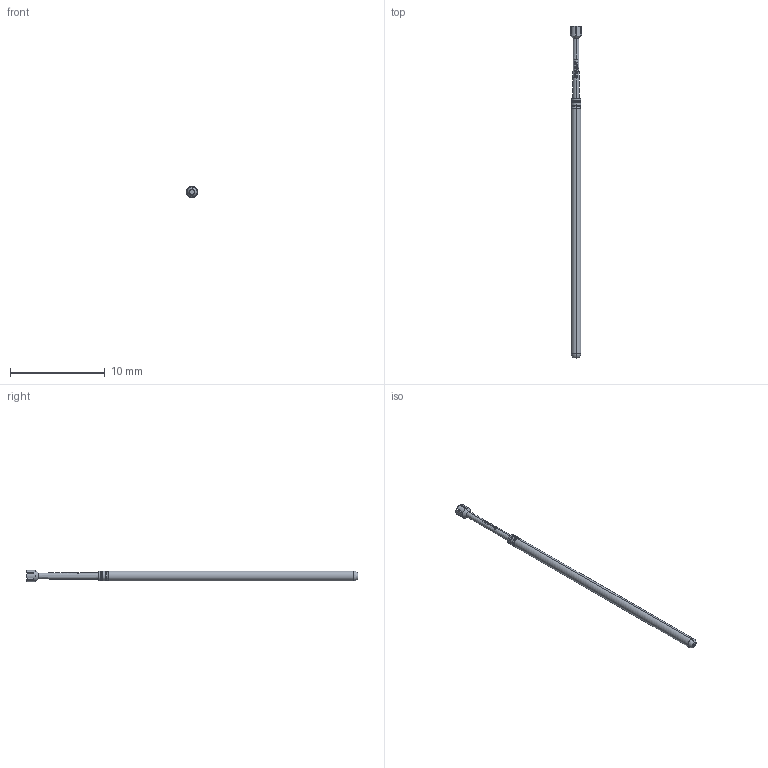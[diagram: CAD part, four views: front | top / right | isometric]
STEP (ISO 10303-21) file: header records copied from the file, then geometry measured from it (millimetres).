
FILE_DESCRIPTION (( 'STEP AP203' ), '1' );
FILE_NAME ('INGUN_GKS-075_319_120_A_xx00_LH.STEP', '2021-09-27T09:01:33', ( 'ochi' ), ( '' ), 'SwSTEP 2.0', 'SolidWorks 2018', '' );
FILE_SCHEMA (( 'CONFIG_CONTROL_DESIGN' ));
Length unit declared in the file: millimetre
Products named in the file (1): INGUN_GKS-075_319_120_A_xx00_LH
Bounding box: 1.2 x 35.1 x 1.2 mm (x, y, z)
Volume: 25.1 mm3; surface area: 110.2 mm2
Topology: 1 solids, 1 shells, 116 faces, 313 edges, 201 vertices
Faces by surface type: bspline 49, cone 32, plane 15, torus 10, cylinder 10
Entity records: 4669 total; most frequent: CARTESIAN_POINT 2183, ORIENTED_EDGE 626, EDGE_CURVE 313, DIRECTION 304, B_SPLINE_CURVE_WITH_KNOTS 201, VERTEX_POINT 201, AXIS2_PLACEMENT_3D 124, EDGE_LOOP 118
